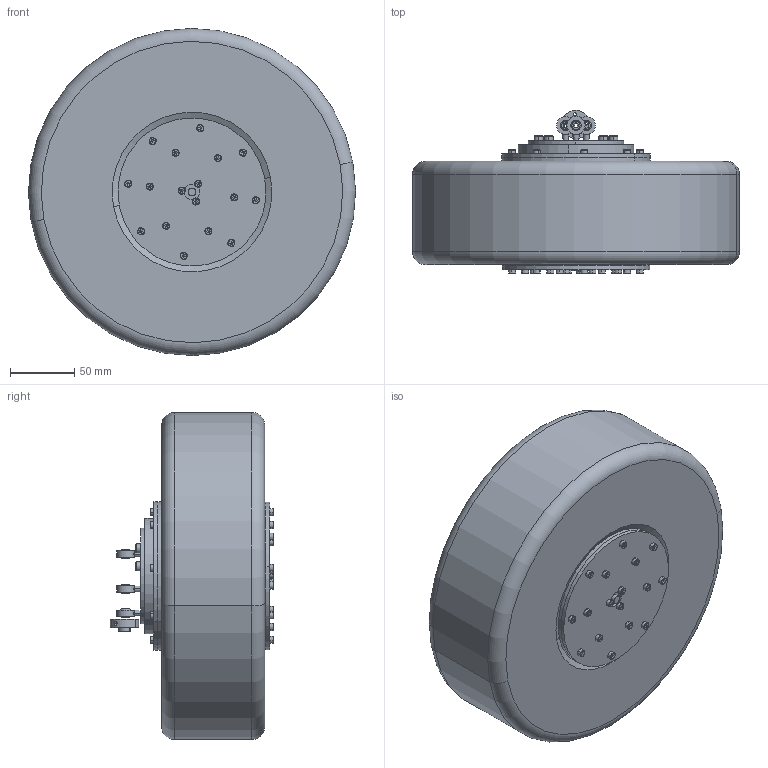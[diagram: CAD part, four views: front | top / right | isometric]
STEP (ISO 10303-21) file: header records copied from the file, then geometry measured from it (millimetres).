
FILE_DESCRIPTION (( 'STEP AP214' ), '1' );
FILE_NAME ('hub motor.STEP', '2018-12-11T15:30:44', ( '' ), ( '' ), 'SwSTEP 2.0', 'SolidWorks 2018', '' );
FILE_SCHEMA (( 'AUTOMOTIVE_DESIGN' ));
Length unit declared in the file: millimetre
Products named in the file (20): M4x70 threaded spacer^hub motor; M4 RodEnd male; 940D271; wheel mount; CAMfollower; socket head cap screw_am_B18.3.1M - 3 x 0.5 x 6 Hex SHCS -- 6NHX; socket head cap screw_am_B18.3.1M - 3 x 0.5 x 20 Hex SHCS -- 20NHX; 57T internal M1_Metric - Internal spur gear 1M 57T 20PA 11FW ---S57S70OD 1AF; EncoderAEAT601-B; in-wheel mount panel; socket head cap screw_am_B18.3.1M - 4 x 0.7 x 6 Hex SHCS -- 6NHX; tire wheel mount^hub motor; Motor Support Plate; Tyre brace; socket head cap screw_am_B18.3.1M - 3 x 0.5 x 12 Hex SHCS -- 12NHX; 70x90x10 Bearing^hub motor; Copy of Aluminium Hub^hub motor; 10 inche tyre^hub motor; hub motor; 15Tpinon_Metric - Spur gear 1M 15T 20PA 8FW ---S15O13H11L6N
Assembly tree (75 placements, depth 2):
  hub motor
    10 inche tyre^hub motor
    tire wheel mount^hub motor
    wheel mount
    Tyre brace  x8
    57T internal M1_Metric - Internal spur gear 1M 57T 20PA 11FW ---S57S70OD 1AF
    socket head cap screw_am_B18.3.1M - 3 x 0.5 x 6 Hex SHCS -- 6NHX  x20
    socket head cap screw_am_B18.3.1M - 3 x 0.5 x 12 Hex SHCS -- 12NHX  x9
    Motor Support Plate
    940D271  x2
    in-wheel mount panel
    M4x70 threaded spacer^hub motor  x6
    70x90x10 Bearing^hub motor
    15Tpinon_Metric - Spur gear 1M 15T 20PA 8FW ---S15O13H11L6N  x3
    CAMfollower
    Copy of Aluminium Hub^hub motor
    M4 RodEnd male  x4
    EncoderAEAT601-B
    socket head cap screw_am_B18.3.1M - 4 x 0.7 x 6 Hex SHCS -- 6NHX  x10
    socket head cap screw_am_B18.3.1M - 3 x 0.5 x 20 Hex SHCS -- 20NHX  x3
Bounding box: 253.99 x 126.79 x 253.99 mm (x, y, z)
Volume: 864046.3 mm3; surface area: 454623.7 mm2
Topology: 83 solids, 83 shells, 2317 faces, 5562 edges, 3454 vertices
Faces by surface type: cylinder 1030, plane 907, cone 268, torus 96, sphere 16
Entity records: 31128 total; most frequent: DIRECTION 5693, CARTESIAN_POINT 5345, ORIENTED_EDGE 4676, AXIS2_PLACEMENT_3D 2405, EDGE_CURVE 2338, VERTEX_POINT 1535, CIRCLE 1433, EDGE_LOOP 1161
